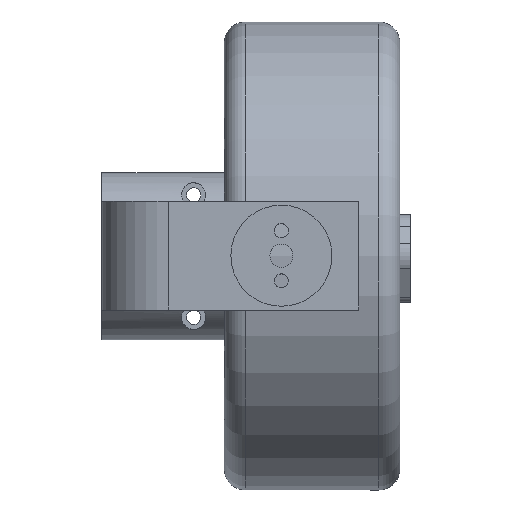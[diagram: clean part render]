
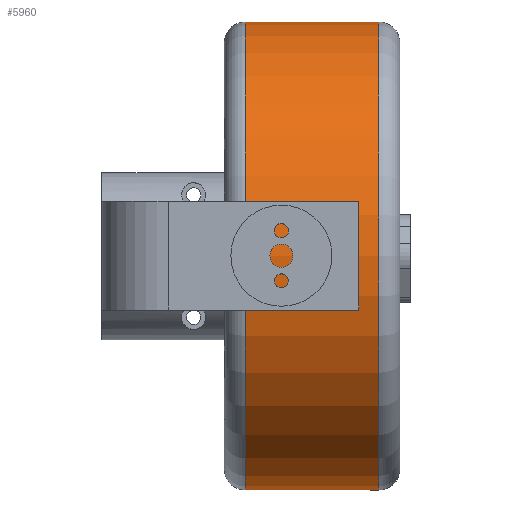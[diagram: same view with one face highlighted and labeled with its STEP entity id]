
A CAD part, top view. The second image highlights one B-rep face of the part: STEP entity #5960.
In plain terms, the highlighted cylindrical face has radius 56 mm (diameter 112 mm), a full revolution.
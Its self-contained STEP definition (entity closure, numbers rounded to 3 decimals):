
#778=FACE_OUTER_BOUND('',#1202,.T.);
#1202=EDGE_LOOP('',(#5467,#5468,#5469,#5470));
#1658=LINE('',#10972,#2111);
#2111=VECTOR('',#8508,56.);
#2430=CIRCLE('',#6707,56.);
#2432=CIRCLE('',#6710,56.);
#2985=VERTEX_POINT('',#10966);
#2986=VERTEX_POINT('',#10970);
#3825=EDGE_CURVE('',#2985,#2985,#2430,.T.);
#3827=EDGE_CURVE('',#2986,#2986,#2432,.T.);
#3828=EDGE_CURVE('',#2986,#2985,#1658,.T.);
#5467=ORIENTED_EDGE('',*,*,#3827,.F.);
#5468=ORIENTED_EDGE('',*,*,#3828,.T.);
#5469=ORIENTED_EDGE('',*,*,#3825,.F.);
#5470=ORIENTED_EDGE('',*,*,#3828,.F.);
#5633=CYLINDRICAL_SURFACE('',#6709,56.);
#5960=ADVANCED_FACE('',(#778),#5633,.T.);
#6707=AXIS2_PLACEMENT_3D('',#10967,#8500,#8501);
#6709=AXIS2_PLACEMENT_3D('',#10969,#8504,#8505);
#6710=AXIS2_PLACEMENT_3D('',#10971,#8506,#8507);
#8500=DIRECTION('center_axis',(0.,0.,-1.));
#8501=DIRECTION('ref_axis',(1.,0.,0.));
#8504=DIRECTION('center_axis',(0.,0.,1.));
#8505=DIRECTION('ref_axis',(1.,0.,0.));
#8506=DIRECTION('center_axis',(0.,0.,1.));
#8507=DIRECTION('ref_axis',(1.,0.,0.));
#8508=DIRECTION('',(0.,0.,-1.));
#10966=CARTESIAN_POINT('',(-56.,0.,5.));
#10967=CARTESIAN_POINT('Origin',(0.,0.,5.));
#10969=CARTESIAN_POINT('Origin',(0.,0.,0.));
#10970=CARTESIAN_POINT('',(-56.,0.,37.));
#10971=CARTESIAN_POINT('Origin',(0.,0.,37.));
#10972=CARTESIAN_POINT('',(-56.,0.,0.));
